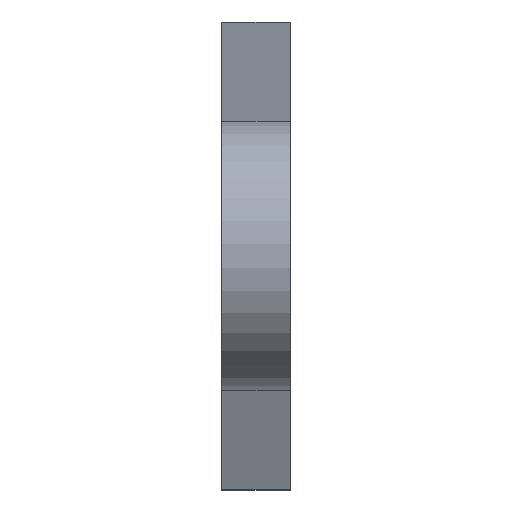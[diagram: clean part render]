
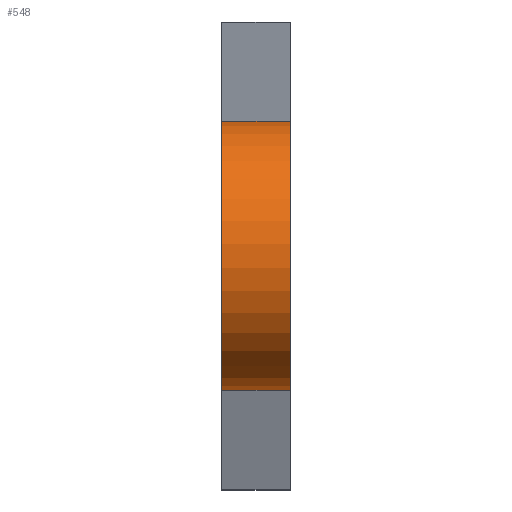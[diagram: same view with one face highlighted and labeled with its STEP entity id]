
A CAD part, left-side view. The second image highlights one B-rep face of the part: STEP entity #548.
In plain terms, the highlighted cylindrical face has radius 9.525 mm (diameter 19.05 mm), a partial arc.
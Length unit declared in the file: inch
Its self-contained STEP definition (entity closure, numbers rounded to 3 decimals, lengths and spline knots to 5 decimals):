
#75 = EDGE_CURVE ( 'NONE', #610, #146, #1515, .T. ) ;
#116 = DIRECTION ( 'NONE',  ( 0., 1., 0. ) ) ;
#146 = VERTEX_POINT ( 'NONE', #886 ) ;
#222 = DIRECTION ( 'NONE',  ( 0., 1., 0. ) ) ;
#233 = EDGE_CURVE ( 'NONE', #993, #146, #1663, .T. ) ;
#235 = VECTOR ( 'NONE', #222, 39.37008 ) ;
#272 = DIRECTION ( 'NONE',  ( 0., 1., 0. ) ) ;
#277 = LINE ( 'NONE', #789, #235 ) ;
#280 = DIRECTION ( 'NONE',  ( 0., 0., 1. ) ) ;
#366 = ORIENTED_EDGE ( 'NONE', *, *, #233, .T. ) ;
#387 = AXIS2_PLACEMENT_3D ( 'NONE', #525, #472, #1474 ) ;
#434 = AXIS2_PLACEMENT_3D ( 'NONE', #1020, #272, #1152 ) ;
#472 = DIRECTION ( 'NONE',  ( 0., 1., 0. ) ) ;
#525 = CARTESIAN_POINT ( 'NONE',  ( -3., -3.55918, 0. ) ) ;
#548 = ADVANCED_FACE ( 'NONE', ( #1338 ), #1296, .T. ) ;
#610 = VERTEX_POINT ( 'NONE', #923 ) ;
#761 = VECTOR ( 'NONE', #116, 39.37008 ) ;
#789 = CARTESIAN_POINT ( 'NONE',  ( -3.03438, -3.55918, 0.37342 ) ) ;
#886 = CARTESIAN_POINT ( 'NONE',  ( -3.03438, 0.19, -0.37342 ) ) ;
#923 = CARTESIAN_POINT ( 'NONE',  ( -3.03438, 0., -0.37342 ) ) ;
#964 = ORIENTED_EDGE ( 'NONE', *, *, #1574, .T. ) ;
#990 = EDGE_CURVE ( 'NONE', #1137, #993, #277, .T. ) ;
#993 = VERTEX_POINT ( 'NONE', #1388 ) ;
#1020 = CARTESIAN_POINT ( 'NONE',  ( -3., 0., 0. ) ) ;
#1117 = EDGE_LOOP ( 'NONE', ( #1497, #964, #1434, #366 ) ) ;
#1137 = VERTEX_POINT ( 'NONE', #1572 ) ;
#1138 = CARTESIAN_POINT ( 'NONE',  ( -3., 0.19, 0. ) ) ;
#1151 = CARTESIAN_POINT ( 'NONE',  ( -3.03438, -3.55918, -0.37342 ) ) ;
#1152 = DIRECTION ( 'NONE',  ( 0., 0., 1. ) ) ;
#1254 = CIRCLE ( 'NONE', #434, 0.375 ) ;
#1296 = CYLINDRICAL_SURFACE ( 'NONE', #387, 0.375 ) ;
#1338 = FACE_OUTER_BOUND ( 'NONE', #1117, .T. ) ;
#1388 = CARTESIAN_POINT ( 'NONE',  ( -3.03438, 0.19, 0.37342 ) ) ;
#1396 = DIRECTION ( 'NONE',  ( 0., -1., 0. ) ) ;
#1434 = ORIENTED_EDGE ( 'NONE', *, *, #990, .T. ) ;
#1443 = AXIS2_PLACEMENT_3D ( 'NONE', #1138, #1396, #280 ) ;
#1474 = DIRECTION ( 'NONE',  ( 0., 0., 1. ) ) ;
#1497 = ORIENTED_EDGE ( 'NONE', *, *, #75, .F. ) ;
#1515 = LINE ( 'NONE', #1151, #761 ) ;
#1572 = CARTESIAN_POINT ( 'NONE',  ( -3.03438, 0., 0.37342 ) ) ;
#1574 = EDGE_CURVE ( 'NONE', #610, #1137, #1254, .T. ) ;
#1663 = CIRCLE ( 'NONE', #1443, 0.375 ) ;
